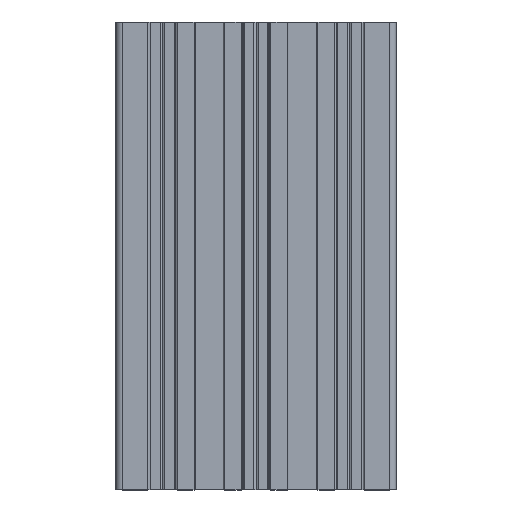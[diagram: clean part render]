
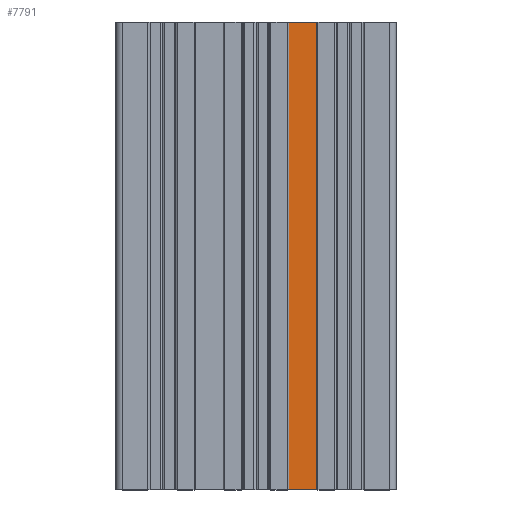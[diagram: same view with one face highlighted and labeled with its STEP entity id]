
A CAD part, top view. The second image highlights one B-rep face of the part: STEP entity #7791.
In plain terms, the highlighted planar face has unit normal (0, 0, 1).
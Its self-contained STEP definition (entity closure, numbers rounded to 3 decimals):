
#234=PLANE('',#8381);
#597=FACE_OUTER_BOUND('',#983,.T.);
#983=EDGE_LOOP('',(#6269,#6270,#6271,#6272));
#1788=LINE('',#12499,#2692);
#1790=LINE('',#12503,#2694);
#1791=LINE('',#12505,#2695);
#1792=LINE('',#12506,#2696);
#2692=VECTOR('',#10224,200.);
#2694=VECTOR('',#10228,12.);
#2695=VECTOR('',#10229,200.);
#2696=VECTOR('',#10230,12.);
#3745=VERTEX_POINT('',#12496);
#3746=VERTEX_POINT('',#12498);
#3747=VERTEX_POINT('',#12502);
#3748=VERTEX_POINT('',#12504);
#4814=EDGE_CURVE('',#3745,#3746,#1788,.T.);
#4816=EDGE_CURVE('',#3745,#3747,#1790,.T.);
#4817=EDGE_CURVE('',#3747,#3748,#1791,.T.);
#4818=EDGE_CURVE('',#3746,#3748,#1792,.T.);
#6269=ORIENTED_EDGE('',*,*,#4816,.T.);
#6270=ORIENTED_EDGE('',*,*,#4817,.T.);
#6271=ORIENTED_EDGE('',*,*,#4818,.F.);
#6272=ORIENTED_EDGE('',*,*,#4814,.F.);
#7791=ADVANCED_FACE('',(#597),#234,.T.);
#8381=AXIS2_PLACEMENT_3D('',#12501,#10226,#10227);
#10224=DIRECTION('',(0.,-1.,0.));
#10226=DIRECTION('center_axis',(0.,0.,1.));
#10227=DIRECTION('ref_axis',(1.,0.,0.));
#10228=DIRECTION('',(-1.,0.,0.));
#10229=DIRECTION('',(0.,-1.,0.));
#10230=DIRECTION('',(-1.,0.,0.));
#12496=CARTESIAN_POINT('',(26.,200.,19.));
#12498=CARTESIAN_POINT('',(26.,0.,19.));
#12499=CARTESIAN_POINT('',(26.,0.,19.));
#12501=CARTESIAN_POINT('Origin',(14.,0.,19.));
#12502=CARTESIAN_POINT('',(14.,200.,19.));
#12503=CARTESIAN_POINT('',(7.,200.,19.));
#12504=CARTESIAN_POINT('',(14.,0.,19.));
#12505=CARTESIAN_POINT('',(14.,0.,19.));
#12506=CARTESIAN_POINT('',(7.,0.,19.));
